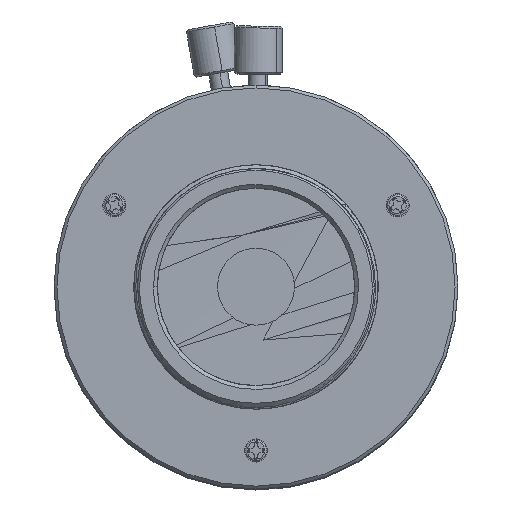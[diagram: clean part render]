
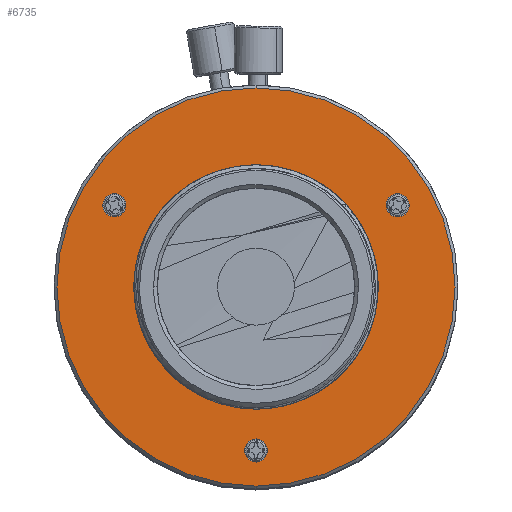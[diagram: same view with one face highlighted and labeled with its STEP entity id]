
A CAD part, top view. The second image highlights one B-rep face of the part: STEP entity #6735.
In plain terms, the highlighted face is planar.
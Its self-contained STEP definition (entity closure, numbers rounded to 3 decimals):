
#575 = FACE_BOUND ( 'NONE', #19692, .T. ) ;
#624 = VERTEX_POINT ( 'NONE', #28441 ) ;
#2051 = CIRCLE ( 'NONE', #22553, 1.2 ) ;
#2283 = CIRCLE ( 'NONE', #18962, 1.2 ) ;
#2368 = FACE_OUTER_BOUND ( 'NONE', #19436, .T. ) ;
#2786 = ORIENTED_EDGE ( 'NONE', *, *, #4205, .T. ) ;
#2956 = DIRECTION ( 'NONE',  ( 0., 0., -1. ) ) ;
#3377 = DIRECTION ( 'NONE',  ( 0., 1., 0. ) ) ;
#3516 = CIRCLE ( 'NONE', #12776, 20.7 ) ;
#3802 = CARTESIAN_POINT ( 'NONE',  ( 0., -2.674, 0. ) ) ;
#4205 = EDGE_CURVE ( 'NONE', #21635, #624, #7071, .T. ) ;
#4860 = VERTEX_POINT ( 'NONE', #31392 ) ;
#4888 = VERTEX_POINT ( 'NONE', #31874 ) ;
#5757 = EDGE_CURVE ( 'NONE', #624, #21635, #2283, .T. ) ;
#5898 = FACE_BOUND ( 'NONE', #27822, .T. ) ;
#6487 = CARTESIAN_POINT ( 'NONE',  ( -14.722, -2.674, 7.3 ) ) ;
#6647 = ORIENTED_EDGE ( 'NONE', *, *, #8028, .T. ) ;
#6735 = ADVANCED_FACE ( 'NONE', ( #15888, #5898, #575, #27000, #2368 ), #26902, .T. ) ;
#7071 = CIRCLE ( 'NONE', #25259, 1.2 ) ;
#7679 = CARTESIAN_POINT ( 'NONE',  ( -14.722, -2.674, 8.5 ) ) ;
#8028 = EDGE_CURVE ( 'NONE', #18220, #19864, #20032, .T. ) ;
#8100 = EDGE_CURVE ( 'NONE', #19864, #18220, #16765, .T. ) ;
#8957 = ORIENTED_EDGE ( 'NONE', *, *, #19895, .T. ) ;
#9209 = CARTESIAN_POINT ( 'NONE',  ( 0., -2.674, 0. ) ) ;
#9284 = DIRECTION ( 'NONE',  ( 0., -1., 0. ) ) ;
#9328 = DIRECTION ( 'NONE',  ( 0., 0., 1. ) ) ;
#10288 = AXIS2_PLACEMENT_3D ( 'NONE', #21532, #21580, #21689 ) ;
#10317 = VERTEX_POINT ( 'NONE', #16711 ) ;
#10461 = ORIENTED_EDGE ( 'NONE', *, *, #25276, .T. ) ;
#11118 = EDGE_CURVE ( 'NONE', #4860, #4888, #13522, .T. ) ;
#11145 = AXIS2_PLACEMENT_3D ( 'NONE', #3802, #3377, #2956 ) ;
#12134 = AXIS2_PLACEMENT_3D ( 'NONE', #23111, #23012, #22963 ) ;
#12138 = ORIENTED_EDGE ( 'NONE', *, *, #8100, .T. ) ;
#12553 = EDGE_CURVE ( 'NONE', #10317, #31766, #14693, .T. ) ;
#12776 = AXIS2_PLACEMENT_3D ( 'NONE', #9209, #9284, #9328 ) ;
#13522 = CIRCLE ( 'NONE', #21151, 1.2 ) ;
#14168 = AXIS2_PLACEMENT_3D ( 'NONE', #17589, #17527, #17492 ) ;
#14693 = CIRCLE ( 'NONE', #10288, 20.7 ) ;
#15365 = CARTESIAN_POINT ( 'NONE',  ( 0., -2.674, -15.8 ) ) ;
#15446 = DIRECTION ( 'NONE',  ( 0., 0., -1. ) ) ;
#15547 = CARTESIAN_POINT ( 'NONE',  ( 0., -2.674, 20.7 ) ) ;
#15557 = DIRECTION ( 'NONE',  ( 0., 1., 0. ) ) ;
#15660 = CARTESIAN_POINT ( 'NONE',  ( 0., -2.674, -17. ) ) ;
#15888 = FACE_BOUND ( 'NONE', #23516, .T. ) ;
#16172 = DIRECTION ( 'NONE',  ( 0., 1., 0. ) ) ;
#16435 = CARTESIAN_POINT ( 'NONE',  ( 0., -2.674, 12.1 ) ) ;
#16711 = CARTESIAN_POINT ( 'NONE',  ( 0., -2.674, -20.7 ) ) ;
#16765 = CIRCLE ( 'NONE', #11145, 12.1 ) ;
#17492 = DIRECTION ( 'NONE',  ( 0., 0., -1. ) ) ;
#17527 = DIRECTION ( 'NONE',  ( 0., 1., 0. ) ) ;
#17589 = CARTESIAN_POINT ( 'NONE',  ( 14.722, -2.674, 8.5 ) ) ;
#17701 = AXIS2_PLACEMENT_3D ( 'NONE', #28075, #26832, #26787 ) ;
#17967 = DIRECTION ( 'NONE',  ( 0., 0., -1. ) ) ;
#18000 = DIRECTION ( 'NONE',  ( 0., 1., 0. ) ) ;
#18072 = CARTESIAN_POINT ( 'NONE',  ( 14.722, -2.674, 8.5 ) ) ;
#18220 = VERTEX_POINT ( 'NONE', #30424 ) ;
#18962 = AXIS2_PLACEMENT_3D ( 'NONE', #7679, #23369, #19357 ) ;
#19357 = DIRECTION ( 'NONE',  ( 0., 0., -1. ) ) ;
#19436 = EDGE_LOOP ( 'NONE', ( #25064, #26772 ) ) ;
#19692 = EDGE_LOOP ( 'NONE', ( #10461, #8957 ) ) ;
#19753 = EDGE_LOOP ( 'NONE', ( #6647, #12138 ) ) ;
#19864 = VERTEX_POINT ( 'NONE', #16435 ) ;
#19895 = EDGE_CURVE ( 'NONE', #28191, #23570, #20065, .T. ) ;
#20032 = CIRCLE ( 'NONE', #12134, 12.1 ) ;
#20065 = CIRCLE ( 'NONE', #20384, 1.2 ) ;
#20384 = AXIS2_PLACEMENT_3D ( 'NONE', #15660, #15557, #15446 ) ;
#21151 = AXIS2_PLACEMENT_3D ( 'NONE', #18072, #18000, #17967 ) ;
#21410 = CARTESIAN_POINT ( 'NONE',  ( 0., -2.674, -18.2 ) ) ;
#21532 = CARTESIAN_POINT ( 'NONE',  ( 0., -2.674, 0. ) ) ;
#21580 = DIRECTION ( 'NONE',  ( 0., -1., 0. ) ) ;
#21635 = VERTEX_POINT ( 'NONE', #6487 ) ;
#21656 = ORIENTED_EDGE ( 'NONE', *, *, #5757, .T. ) ;
#21689 = DIRECTION ( 'NONE',  ( 0., 0., 1. ) ) ;
#22553 = AXIS2_PLACEMENT_3D ( 'NONE', #31462, #31427, #31418 ) ;
#22963 = DIRECTION ( 'NONE',  ( 0., 0., -1. ) ) ;
#23012 = DIRECTION ( 'NONE',  ( 0., 1., 0. ) ) ;
#23111 = CARTESIAN_POINT ( 'NONE',  ( 0., -2.674, 0. ) ) ;
#23369 = DIRECTION ( 'NONE',  ( 0., 1., 0. ) ) ;
#23516 = EDGE_LOOP ( 'NONE', ( #2786, #21656 ) ) ;
#23553 = ORIENTED_EDGE ( 'NONE', *, *, #29294, .T. ) ;
#23570 = VERTEX_POINT ( 'NONE', #21410 ) ;
#24201 = DIRECTION ( 'NONE',  ( 0., 0., -1. ) ) ;
#24729 = EDGE_CURVE ( 'NONE', #31766, #10317, #3516, .T. ) ;
#25064 = ORIENTED_EDGE ( 'NONE', *, *, #24729, .T. ) ;
#25171 = CARTESIAN_POINT ( 'NONE',  ( -14.722, -2.674, 8.5 ) ) ;
#25259 = AXIS2_PLACEMENT_3D ( 'NONE', #25171, #16172, #24201 ) ;
#25276 = EDGE_CURVE ( 'NONE', #23570, #28191, #2051, .T. ) ;
#26772 = ORIENTED_EDGE ( 'NONE', *, *, #12553, .T. ) ;
#26787 = DIRECTION ( 'NONE',  ( 0., 0., -1. ) ) ;
#26832 = DIRECTION ( 'NONE',  ( 0., -1., 0. ) ) ;
#26902 = PLANE ( 'NONE',  #17701 ) ;
#27000 = FACE_BOUND ( 'NONE', #19753, .T. ) ;
#27822 = EDGE_LOOP ( 'NONE', ( #28281, #23553 ) ) ;
#28075 = CARTESIAN_POINT ( 'NONE',  ( 0., -2.674, 0. ) ) ;
#28191 = VERTEX_POINT ( 'NONE', #15365 ) ;
#28281 = ORIENTED_EDGE ( 'NONE', *, *, #11118, .T. ) ;
#28441 = CARTESIAN_POINT ( 'NONE',  ( -14.722, -2.674, 9.7 ) ) ;
#29294 = EDGE_CURVE ( 'NONE', #4888, #4860, #29706, .T. ) ;
#29706 = CIRCLE ( 'NONE', #14168, 1.2 ) ;
#30424 = CARTESIAN_POINT ( 'NONE',  ( 0., -2.674, -12.1 ) ) ;
#31392 = CARTESIAN_POINT ( 'NONE',  ( 14.722, -2.674, 7.3 ) ) ;
#31418 = DIRECTION ( 'NONE',  ( 0., 0., -1. ) ) ;
#31427 = DIRECTION ( 'NONE',  ( 0., 1., 0. ) ) ;
#31462 = CARTESIAN_POINT ( 'NONE',  ( 0., -2.674, -17. ) ) ;
#31766 = VERTEX_POINT ( 'NONE', #15547 ) ;
#31874 = CARTESIAN_POINT ( 'NONE',  ( 14.722, -2.674, 9.7 ) ) ;
